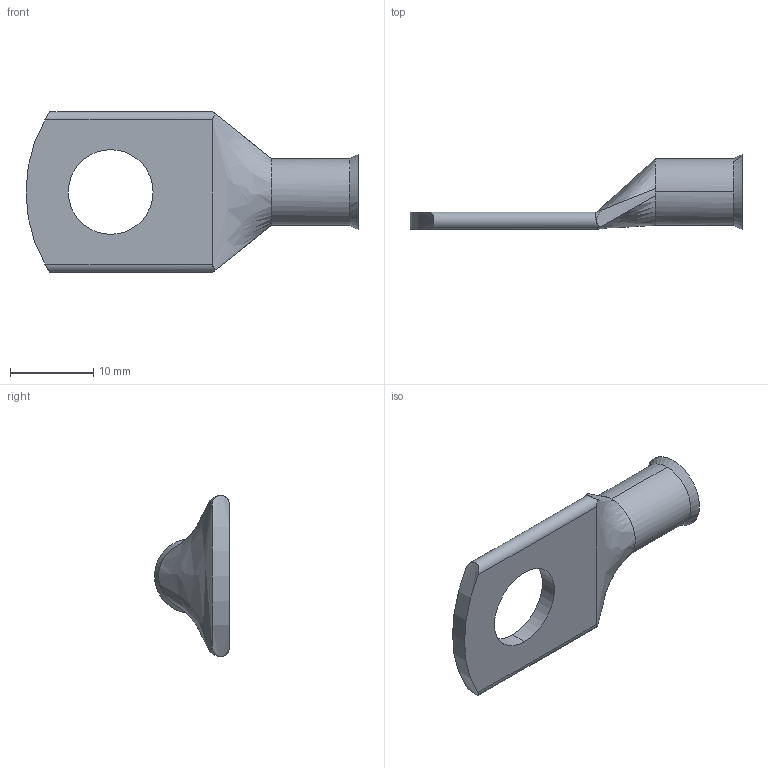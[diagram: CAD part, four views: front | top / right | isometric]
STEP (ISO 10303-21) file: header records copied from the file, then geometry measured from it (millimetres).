
FILE_DESCRIPTION (( 'STEP AP214' ), '1' );
FILE_NAME ('MD0638UX.STEP', '2022-06-27T11:16:48', ( '' ), ( '' ), 'SwSTEP 2.0', 'SolidWorks 2021', '' );
FILE_SCHEMA (( 'AUTOMOTIVE_DESIGN' ));
Length unit declared in the file: millimetre
Products named in the file (1): MD0638UX
Bounding box: 39.81 x 8.97 x 19.3 mm (x, y, z)
Volume: 1253.4 mm3; surface area: 1645 mm2
Topology: 1 solids, 1 shells, 32 faces, 86 edges, 57 vertices
Faces by surface type: bspline 15, cylinder 10, plane 5, cone 2
Entity records: 4016 total; most frequent: CARTESIAN_POINT 3281, ORIENTED_EDGE 172, DIRECTION 103, EDGE_CURVE 86, VERTEX_POINT 57, B_SPLINE_CURVE_WITH_KNOTS 41, AXIS2_PLACEMENT_3D 40, EDGE_LOOP 35
